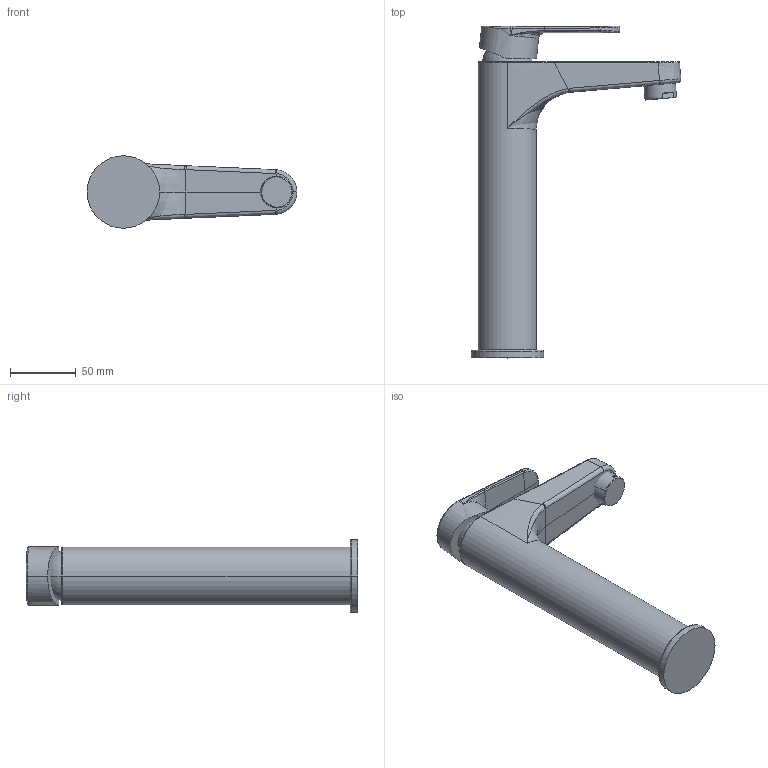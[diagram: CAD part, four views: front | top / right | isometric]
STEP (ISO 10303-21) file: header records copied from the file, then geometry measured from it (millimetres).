
FILE_DESCRIPTION((''),'2;1');
FILE_NAME('AVANT-05_ASM','2022-03-01T',('Administrator'),(''),'PRO/ENGINEER BY PARAMETRIC TECHNOLOGY CORPORATION, 2010330','PRO/ENGINEER BY PARAMETRIC TECHNOLOGY CORPORATION, 2010330','');
FILE_SCHEMA(('CONFIG_CONTROL_DESIGN'));
Length unit declared in the file: millimetre
Products named in the file (6): 84060648; 84060389; 3210-2; 95722; 84060343; AVANT-05_ASM
Assembly tree (5 placements, depth 2):
  AVANT-05_ASM
    84060648
    84060389
    3210-2
    95722
    84060343
Bounding box: 159.24 x 252 x 55 mm (x, y, z)
Volume: 504312.6 mm3; surface area: 66789.9 mm2
Topology: 5 solids, 5 shells, 104 faces, 237 edges, 141 vertices
Faces by surface type: bspline 70, plane 14, torus 7, cylinder 7, cone 2, sphere 2, extrusion 2
Entity records: 7221 total; most frequent: CARTESIAN_POINT 5173, ORIENTED_EDGE 470, DIRECTION 291, EDGE_CURVE 235, VERTEX_POINT 141, AXIS2_PLACEMENT_3D 122, B_SPLINE_CURVE_WITH_KNOTS 113, EDGE_LOOP 104
